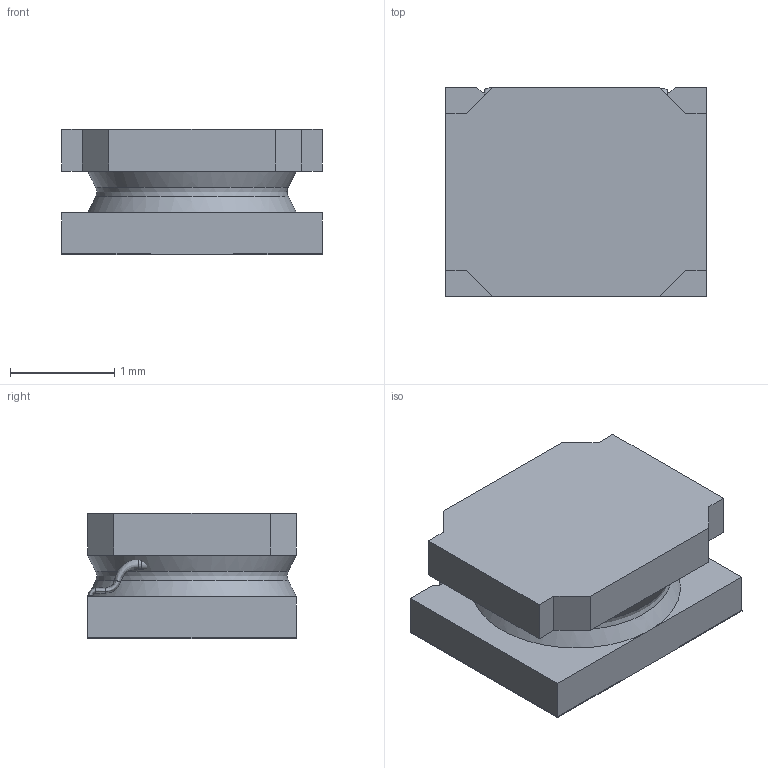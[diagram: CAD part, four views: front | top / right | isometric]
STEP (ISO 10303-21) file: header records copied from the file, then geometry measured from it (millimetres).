
FILE_DESCRIPTION( ( 'Unknown' ), '1' );
FILE_NAME( 'Can''t be embeded/IndLQS/新建文件夹/IndLQS_2512.stp', 'Unknown', ( 'Unknown' ), ( 'Unknown' ), 'PSStep 17.0.49', 'Unknown', ' ' );
FILE_SCHEMA( ( 'AUTOMOTIVE_DESIGN { 1 0 10303 214 1 1 1 1 }' ) );
Length unit declared in the file: millimetre
Products named in the file (6): Assem1; housing_0; contact_0; contact 2; spule; Glue
Assembly tree (5 placements, depth 2):
  Assem1
    housing_0
    contact_0
    contact 2
    spule
    Glue
Bounding box: 2.5 x 2 x 1.2 mm (x, y, z)
Volume: 5.4 mm3; surface area: 48.3 mm2
Topology: 5 solids, 5 shells, 107 faces, 263 edges, 168 vertices
Faces by surface type: plane 76, bspline 20, cylinder 9, torus 2
Full cylindrical faces by diameter (mm): 1 x1
Entity records: 5131 total; most frequent: CARTESIAN_POINT 1834, ORIENTED_EDGE 480, DIRECTION 422, EDGE_CURVE 240, LINE 196, VECTOR 196, VERTEX_POINT 168, EDGE_LOOP 134
